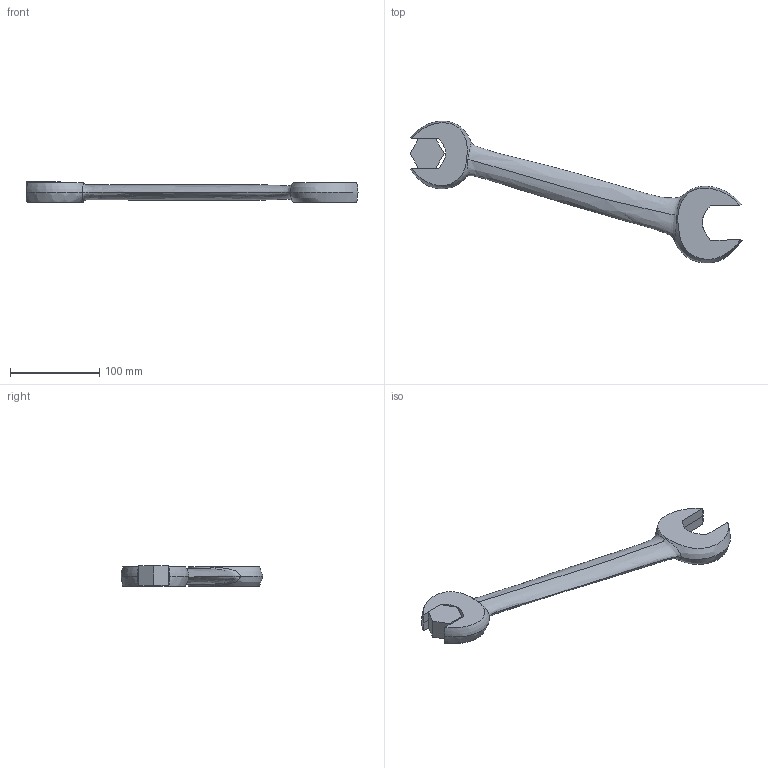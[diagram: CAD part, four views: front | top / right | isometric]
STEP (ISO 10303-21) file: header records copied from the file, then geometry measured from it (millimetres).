
FILE_DESCRIPTION(/* description */ (''),/* implementation_level */ '2;1');
FILE_NAME(/* name */ 'wrenchnut',/* time_stamp */ '2008-11-15T07:16:06-08:00',/* author */ (''),/* organization */ (''),/* preprocessor_version */ 'ST-DEVELOPER v10',/* originating_system */ '',/* authorisation */ '');
FILE_SCHEMA (('AUTOMOTIVE_DESIGN'));
Length unit declared in the file: millimetre
Products named in the file (1): 1
Bounding box: 372.99 x 159.24 x 23 mm (x, y, z)
Volume: 272168.3 mm3; surface area: 49026.4 mm2
Topology: 2 solids, 2 shells, 36 faces, 82 edges, 50 vertices
Faces by surface type: bspline 36
Entity records: 3250 total; most frequent: CARTESIAN_POINT 2684, ORIENTED_EDGE 164, EDGE_CURVE 82, B_SPLINE_CURVE_WITH_KNOTS 82, VERTEX_POINT 50, ADVANCED_FACE 36, FACE_OUTER_BOUND 36, EDGE_LOOP 36
